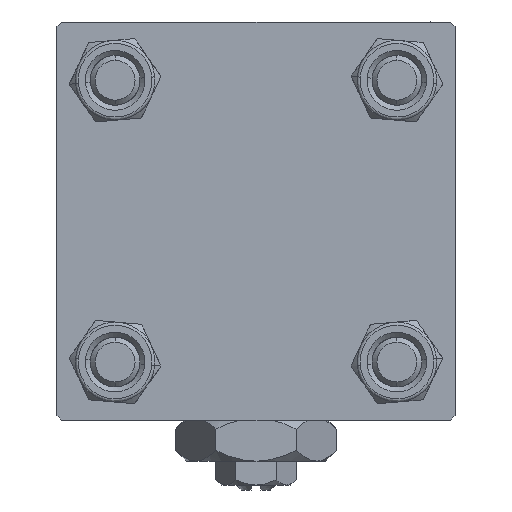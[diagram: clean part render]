
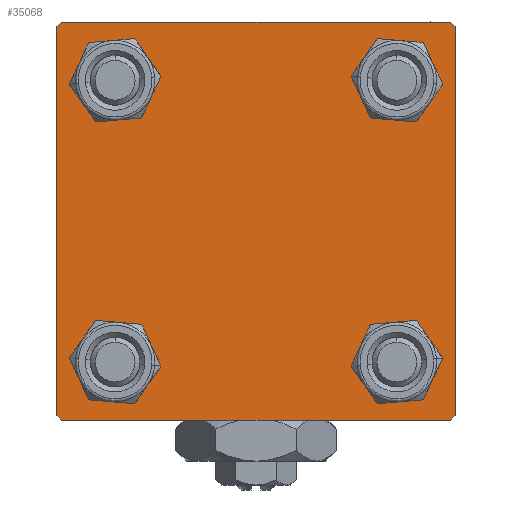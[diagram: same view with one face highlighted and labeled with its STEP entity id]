
A CAD part, left-side view. The second image highlights one B-rep face of the part: STEP entity #35068.
In plain terms, the highlighted planar face has unit normal (-1, 0, 0).
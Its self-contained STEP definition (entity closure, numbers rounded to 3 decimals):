
#96 = ORIENTED_EDGE ( 'NONE', *, *, #45354, .F. ) ;
#111 = ORIENTED_EDGE ( 'NONE', *, *, #31270, .T. ) ;
#213 = ORIENTED_EDGE ( 'NONE', *, *, #29108, .T. ) ;
#1136 = CARTESIAN_POINT ( 'NONE',  ( 0., -20., 19.5 ) ) ;
#1508 = CARTESIAN_POINT ( 'NONE',  ( 0., -20., 20. ) ) ;
#2145 = AXIS2_PLACEMENT_3D ( 'NONE', #48326, #58165, #3923 ) ;
#2575 = EDGE_CURVE ( 'NONE', #16047, #22000, #52140, .T. ) ;
#2976 = DIRECTION ( 'NONE',  ( 0., 0., 1. ) ) ;
#3343 = ORIENTED_EDGE ( 'NONE', *, *, #5479, .T. ) ;
#3479 = CARTESIAN_POINT ( 'NONE',  ( 0., -20., -19.5 ) ) ;
#3923 = DIRECTION ( 'NONE',  ( 0., 0., 1. ) ) ;
#4332 = EDGE_CURVE ( 'NONE', #25881, #30210, #10653, .T. ) ;
#4560 = EDGE_LOOP ( 'NONE', ( #50080, #28369, #7206, #111, #27505, #34876, #96, #11657 ) ) ;
#4577 = EDGE_CURVE ( 'NONE', #6382, #35983, #33477, .T. ) ;
#4877 = DIRECTION ( 'NONE',  ( 0., 0., 1. ) ) ;
#5479 = EDGE_CURVE ( 'NONE', #14591, #38737, #21159, .T. ) ;
#5616 = CARTESIAN_POINT ( 'NONE',  ( 0., 19.75, 19.75 ) ) ;
#6325 = FACE_BOUND ( 'NONE', #30439, .T. ) ;
#6382 = VERTEX_POINT ( 'NONE', #38341 ) ;
#6721 = CARTESIAN_POINT ( 'NONE',  ( 0., -19.75, -19.75 ) ) ;
#6921 = FACE_BOUND ( 'NONE', #37058, .T. ) ;
#6971 = VERTEX_POINT ( 'NONE', #45566 ) ;
#7206 = ORIENTED_EDGE ( 'NONE', *, *, #7882, .T. ) ;
#7850 = LINE ( 'NONE', #26019, #20650 ) ;
#7882 = EDGE_CURVE ( 'NONE', #35983, #47967, #50332, .T. ) ;
#9522 = CIRCLE ( 'NONE', #23803, 3. ) ;
#10217 = CARTESIAN_POINT ( 'NONE',  ( 0., -19.5, 20. ) ) ;
#10653 = LINE ( 'NONE', #5616, #38282 ) ;
#10725 = VECTOR ( 'NONE', #56191, 1000. ) ;
#11657 = ORIENTED_EDGE ( 'NONE', *, *, #4332, .T. ) ;
#11964 = CARTESIAN_POINT ( 'NONE',  ( 0., 0., 0. ) ) ;
#12308 = CIRCLE ( 'NONE', #16095, 3. ) ;
#13826 = VERTEX_POINT ( 'NONE', #36407 ) ;
#14591 = VERTEX_POINT ( 'NONE', #17382 ) ;
#14771 = DIRECTION ( 'NONE',  ( 1., 0., 0. ) ) ;
#15009 = CARTESIAN_POINT ( 'NONE',  ( 0., -14.15, 14.15 ) ) ;
#15607 = AXIS2_PLACEMENT_3D ( 'NONE', #11964, #24502, #43278 ) ;
#15682 = EDGE_CURVE ( 'NONE', #27161, #6971, #55089, .T. ) ;
#15751 = DIRECTION ( 'NONE',  ( 0., 0.707, 0.707 ) ) ;
#16047 = VERTEX_POINT ( 'NONE', #1136 ) ;
#16095 = AXIS2_PLACEMENT_3D ( 'NONE', #49395, #31834, #50000 ) ;
#16333 = AXIS2_PLACEMENT_3D ( 'NONE', #22641, #26223, #27412 ) ;
#17095 = EDGE_CURVE ( 'NONE', #24722, #24460, #30399, .T. ) ;
#17140 = CARTESIAN_POINT ( 'NONE',  ( 0., 20., 20. ) ) ;
#17382 = CARTESIAN_POINT ( 'NONE',  ( 0., 14.15, 17.15 ) ) ;
#19235 = CARTESIAN_POINT ( 'NONE',  ( 0., 14.15, 14.15 ) ) ;
#19349 = EDGE_CURVE ( 'NONE', #6971, #27161, #9522, .T. ) ;
#20272 = ORIENTED_EDGE ( 'NONE', *, *, #25858, .T. ) ;
#20650 = VECTOR ( 'NONE', #43604, 1000. ) ;
#21159 = CIRCLE ( 'NONE', #28771, 3. ) ;
#22000 = VERTEX_POINT ( 'NONE', #3479 ) ;
#22140 = VECTOR ( 'NONE', #45877, 1000. ) ;
#22172 = DIRECTION ( 'NONE',  ( 0., 0., 1. ) ) ;
#22397 = DIRECTION ( 'NONE',  ( 0., -0.707, -0.707 ) ) ;
#22457 = CARTESIAN_POINT ( 'NONE',  ( 0., 14.15, -14.15 ) ) ;
#22641 = CARTESIAN_POINT ( 'NONE',  ( 0., 14.15, 14.15 ) ) ;
#23613 = CARTESIAN_POINT ( 'NONE',  ( 0., 14.15, 11.15 ) ) ;
#23803 = AXIS2_PLACEMENT_3D ( 'NONE', #22457, #49274, #22172 ) ;
#24261 = DIRECTION ( 'NONE',  ( 1., 0., 0. ) ) ;
#24460 = VERTEX_POINT ( 'NONE', #46824 ) ;
#24502 = DIRECTION ( 'NONE',  ( -1., 0., 0. ) ) ;
#24722 = VERTEX_POINT ( 'NONE', #25570 ) ;
#25091 = PLANE ( 'NONE',  #15607 ) ;
#25101 = CARTESIAN_POINT ( 'NONE',  ( 0., 19.5, -20. ) ) ;
#25570 = CARTESIAN_POINT ( 'NONE',  ( 0., -14.15, -17.15 ) ) ;
#25858 = EDGE_CURVE ( 'NONE', #13826, #31804, #51471, .T. ) ;
#25881 = VERTEX_POINT ( 'NONE', #56436 ) ;
#26019 = CARTESIAN_POINT ( 'NONE',  ( 0., 20., 20. ) ) ;
#26223 = DIRECTION ( 'NONE',  ( 1., 0., 0. ) ) ;
#26626 = ORIENTED_EDGE ( 'NONE', *, *, #17095, .T. ) ;
#27064 = VECTOR ( 'NONE', #54109, 1000. ) ;
#27161 = VERTEX_POINT ( 'NONE', #55780 ) ;
#27412 = DIRECTION ( 'NONE',  ( 0., 0., 1. ) ) ;
#27505 = ORIENTED_EDGE ( 'NONE', *, *, #2575, .F. ) ;
#27513 = AXIS2_PLACEMENT_3D ( 'NONE', #52732, #43798, #2976 ) ;
#28369 = ORIENTED_EDGE ( 'NONE', *, *, #4577, .T. ) ;
#28771 = AXIS2_PLACEMENT_3D ( 'NONE', #19235, #14771, #42482 ) ;
#29108 = EDGE_CURVE ( 'NONE', #38737, #14591, #34456, .T. ) ;
#29498 = DIRECTION ( 'NONE',  ( 0., 0., -1. ) ) ;
#29565 = FACE_BOUND ( 'NONE', #37053, .T. ) ;
#30210 = VERTEX_POINT ( 'NONE', #57755 ) ;
#30399 = CIRCLE ( 'NONE', #27513, 3. ) ;
#30439 = EDGE_LOOP ( 'NONE', ( #49471, #57489 ) ) ;
#31270 = EDGE_CURVE ( 'NONE', #47967, #22000, #32971, .T. ) ;
#31674 = EDGE_CURVE ( 'NONE', #24460, #24722, #53535, .T. ) ;
#31804 = VERTEX_POINT ( 'NONE', #45644 ) ;
#31834 = DIRECTION ( 'NONE',  ( 1., 0., 0. ) ) ;
#32247 = AXIS2_PLACEMENT_3D ( 'NONE', #49258, #45697, #4877 ) ;
#32461 = CARTESIAN_POINT ( 'NONE',  ( 0., 20., -20. ) ) ;
#32971 = LINE ( 'NONE', #6721, #10725 ) ;
#33071 = LINE ( 'NONE', #43181, #48468 ) ;
#33210 = DIRECTION ( 'NONE',  ( 0., 0., 1. ) ) ;
#33477 = LINE ( 'NONE', #35245, #56345 ) ;
#33570 = ORIENTED_EDGE ( 'NONE', *, *, #31674, .T. ) ;
#34456 = CIRCLE ( 'NONE', #16333, 3. ) ;
#34876 = ORIENTED_EDGE ( 'NONE', *, *, #57241, .T. ) ;
#35068 = ADVANCED_FACE ( 'NONE', ( #29565, #52802, #6325, #6921, #47739 ), #25091, .T. ) ;
#35245 = CARTESIAN_POINT ( 'NONE',  ( 0., 19.75, -19.75 ) ) ;
#35983 = VERTEX_POINT ( 'NONE', #25101 ) ;
#36407 = CARTESIAN_POINT ( 'NONE',  ( 0., -14.15, 11.15 ) ) ;
#37053 = EDGE_LOOP ( 'NONE', ( #40028, #20272 ) ) ;
#37058 = EDGE_LOOP ( 'NONE', ( #3343, #213 ) ) ;
#37177 = CARTESIAN_POINT ( 'NONE',  ( 0., -19.5, -20. ) ) ;
#38093 = DIRECTION ( 'NONE',  ( 0., 0.707, -0.707 ) ) ;
#38282 = VECTOR ( 'NONE', #38093, 1000. ) ;
#38341 = CARTESIAN_POINT ( 'NONE',  ( 0., 20., -19.5 ) ) ;
#38737 = VERTEX_POINT ( 'NONE', #23613 ) ;
#39686 = EDGE_CURVE ( 'NONE', #30210, #6382, #57406, .T. ) ;
#40028 = ORIENTED_EDGE ( 'NONE', *, *, #57354, .T. ) ;
#42152 = VERTEX_POINT ( 'NONE', #10217 ) ;
#42482 = DIRECTION ( 'NONE',  ( 0., 0., 1. ) ) ;
#43181 = CARTESIAN_POINT ( 'NONE',  ( 0., -19.75, 19.75 ) ) ;
#43278 = DIRECTION ( 'NONE',  ( 0., 0., 1. ) ) ;
#43604 = DIRECTION ( 'NONE',  ( 0., -1., 0. ) ) ;
#43798 = DIRECTION ( 'NONE',  ( 1., 0., 0. ) ) ;
#45354 = EDGE_CURVE ( 'NONE', #25881, #42152, #7850, .T. ) ;
#45566 = CARTESIAN_POINT ( 'NONE',  ( 0., 14.15, -11.15 ) ) ;
#45644 = CARTESIAN_POINT ( 'NONE',  ( 0., -14.15, 17.15 ) ) ;
#45697 = DIRECTION ( 'NONE',  ( 1., 0., 0. ) ) ;
#45877 = DIRECTION ( 'NONE',  ( 0., -1., 0. ) ) ;
#46824 = CARTESIAN_POINT ( 'NONE',  ( 0., -14.15, -11.15 ) ) ;
#47739 = FACE_OUTER_BOUND ( 'NONE', #4560, .T. ) ;
#47967 = VERTEX_POINT ( 'NONE', #37177 ) ;
#48326 = CARTESIAN_POINT ( 'NONE',  ( 0., -14.15, -14.15 ) ) ;
#48468 = VECTOR ( 'NONE', #15751, 1000. ) ;
#49258 = CARTESIAN_POINT ( 'NONE',  ( 0., 14.15, -14.15 ) ) ;
#49274 = DIRECTION ( 'NONE',  ( 1., 0., 0. ) ) ;
#49395 = CARTESIAN_POINT ( 'NONE',  ( 0., -14.15, 14.15 ) ) ;
#49471 = ORIENTED_EDGE ( 'NONE', *, *, #19349, .T. ) ;
#50000 = DIRECTION ( 'NONE',  ( 0., 0., 1. ) ) ;
#50080 = ORIENTED_EDGE ( 'NONE', *, *, #39686, .T. ) ;
#50332 = LINE ( 'NONE', #32461, #22140 ) ;
#51471 = CIRCLE ( 'NONE', #55289, 3. ) ;
#51481 = VECTOR ( 'NONE', #29498, 1000. ) ;
#52140 = LINE ( 'NONE', #1508, #51481 ) ;
#52732 = CARTESIAN_POINT ( 'NONE',  ( 0., -14.15, -14.15 ) ) ;
#52790 = EDGE_LOOP ( 'NONE', ( #33570, #26626 ) ) ;
#52802 = FACE_BOUND ( 'NONE', #52790, .T. ) ;
#53535 = CIRCLE ( 'NONE', #2145, 3. ) ;
#54109 = DIRECTION ( 'NONE',  ( 0., 0., -1. ) ) ;
#55089 = CIRCLE ( 'NONE', #32247, 3. ) ;
#55289 = AXIS2_PLACEMENT_3D ( 'NONE', #15009, #24261, #33210 ) ;
#55780 = CARTESIAN_POINT ( 'NONE',  ( 0., 14.15, -17.15 ) ) ;
#56191 = DIRECTION ( 'NONE',  ( 0., -0.707, 0.707 ) ) ;
#56345 = VECTOR ( 'NONE', #22397, 1000. ) ;
#56436 = CARTESIAN_POINT ( 'NONE',  ( 0., 19.5, 20. ) ) ;
#57241 = EDGE_CURVE ( 'NONE', #16047, #42152, #33071, .T. ) ;
#57354 = EDGE_CURVE ( 'NONE', #31804, #13826, #12308, .T. ) ;
#57406 = LINE ( 'NONE', #17140, #27064 ) ;
#57489 = ORIENTED_EDGE ( 'NONE', *, *, #15682, .T. ) ;
#57755 = CARTESIAN_POINT ( 'NONE',  ( 0., 20., 19.5 ) ) ;
#58165 = DIRECTION ( 'NONE',  ( 1., 0., 0. ) ) ;
